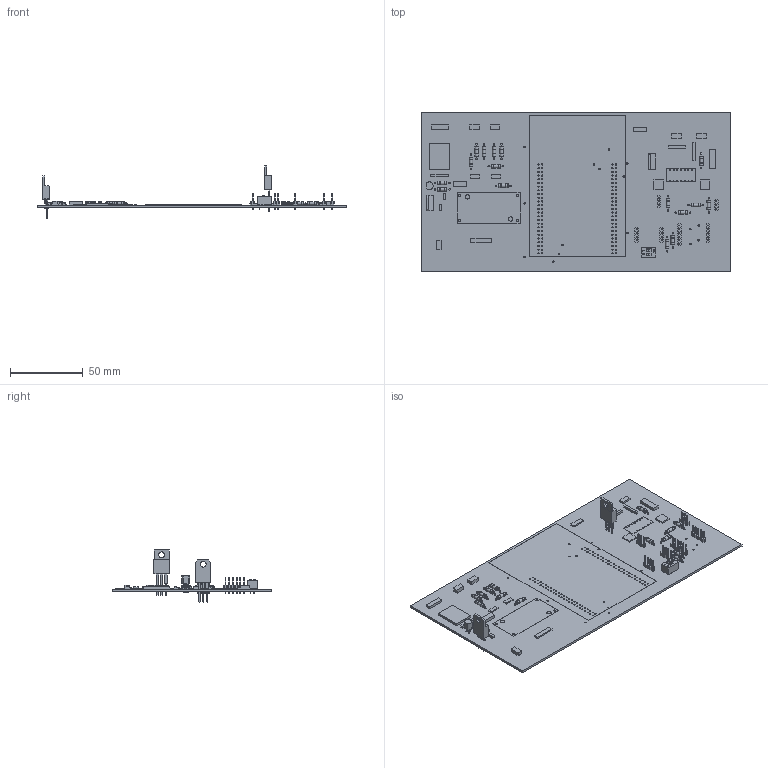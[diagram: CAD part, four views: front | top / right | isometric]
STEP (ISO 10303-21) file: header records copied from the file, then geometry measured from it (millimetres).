
FILE_DESCRIPTION(/* description */ (''),/* implementation_level */ '2;1');
FILE_NAME(/* name */ '58cf1831-ae4d-429f-8057-f2df06a7d7ba.stp',/* time_stamp */ '2023-07-13T00:33:51Z',/* author */ (''),/* organization */ (''),/* preprocessor_version */ 'ST-DEVELOPER v20',/* originating_system */ 'Autodesk Translation Framework v12.9.0.99',/* authorisation */ '');
FILE_SCHEMA (('AUTOMOTIVE_DESIGN { 1 0 10303 214 3 1 1 }'));
Length unit declared in the file: millimetre
Products named in the file (27): 58cf1831-ae4d-429f-8057-f2df06a7d7ba; PCB Component; Board; STM32F407VG; 1k; 1N4004; IRF540; IRFP250; W237-132; 1X03; 5k6; DC-DC-STEP-DOWN-LM2596; W237-102; G5L; BC547; W237-103; PC817; 22-23-2061; 22-23-2041; 1k_1; 7812TV; 10uF; 1X05; 1X06; LM324N; 1X04; DS-02
Assembly tree (51 placements, depth 3):
  58cf1831-ae4d-429f-8057-f2df06a7d7ba
    PCB Component
      Board
      STM32F407VG
      1k  x16
      1N4004  x3
      IRF540
      IRFP250
      W237-132  x2
      1X03  x2
      5k6  x2
      DC-DC-STEP-DOWN-LM2596
      W237-102  x3
      G5L
      BC547
      W237-103
      PC817
      22-23-2061
      22-23-2041
      1k_1  x2
      7812TV
      10uF  x2
      1X05
      1X06
      LM324N
      1X04  x2
      DS-02
Bounding box: 212.71 x 109.53 x 35.78 mm (x, y, z)
Volume: 40838.3 mm3; surface area: 70148 mm2
Topology: 50 solids, 50 shells, 1632 faces, 4006 edges, 2584 vertices
Faces by surface type: plane 1067, cylinder 382, torus 128, bspline 55
Full cylindrical faces by diameter (mm): 0.6 x64, 0.77 x14, 0.8 x100, 0.813 x53, 1 x16, 1.016 x47, 1.118 x6, 1.194 x13, 1.321 x5, 1.5 x4, 1.6 x3, 2.375 x16, 2.5 x32, 3 x2, 3.835 x1, 4.08 x1
Entity records: 38955 total; most frequent: CARTESIAN_POINT 8665, ORIENTED_EDGE 5724, DIRECTION 5619, EDGE_CURVE 2862, LINE 2177, VECTOR 2177, VERTEX_POINT 1855, AXIS2_PLACEMENT_3D 1721
